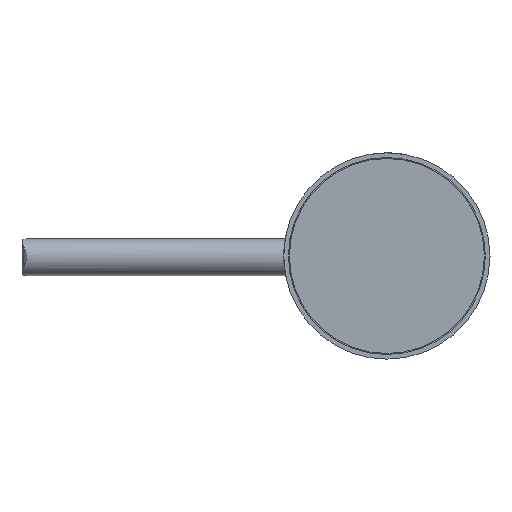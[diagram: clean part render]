
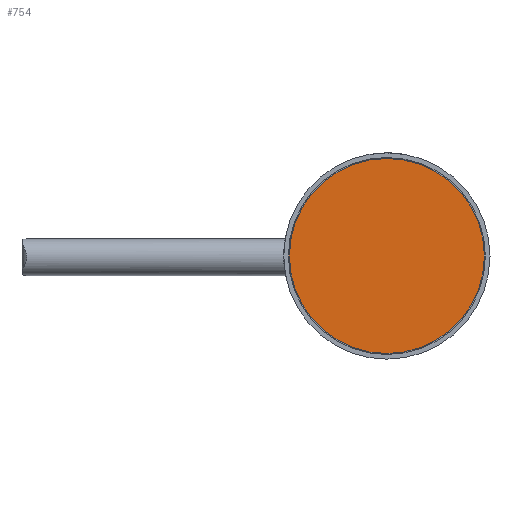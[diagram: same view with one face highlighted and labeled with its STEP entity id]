
A CAD part, front view. The second image highlights one B-rep face of the part: STEP entity #754.
In plain terms, the highlighted planar face has unit normal (0, -1, 0).
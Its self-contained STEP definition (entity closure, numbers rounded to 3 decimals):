
#74=PLANE('',#830);
#106=FACE_OUTER_BOUND('',#148,.T.);
#148=EDGE_LOOP('',(#619));
#276=CIRCLE('',#829,10.4);
#343=VERTEX_POINT('',#1468);
#438=EDGE_CURVE('',#343,#343,#276,.T.);
#619=ORIENTED_EDGE('',*,*,#438,.T.);
#754=ADVANCED_FACE('',(#106),#74,.T.);
#829=AXIS2_PLACEMENT_3D('',#1469,#974,#975);
#830=AXIS2_PLACEMENT_3D('',#1472,#978,#979);
#974=DIRECTION('center_axis',(0.,-1.,0.));
#975=DIRECTION('ref_axis',(1.,0.,0.));
#978=DIRECTION('center_axis',(0.,-1.,0.));
#979=DIRECTION('ref_axis',(0.,0.,-1.));
#1468=CARTESIAN_POINT('',(-10.4,0.,0.));
#1469=CARTESIAN_POINT('Origin',(0.,0.,
0.));
#1472=CARTESIAN_POINT('Origin',(5.2,0.,0.));
